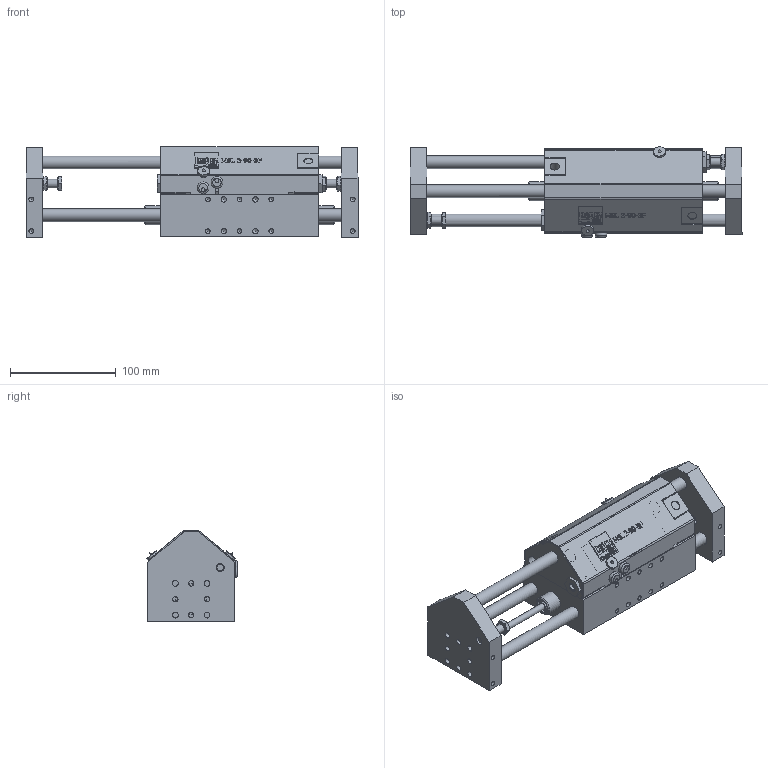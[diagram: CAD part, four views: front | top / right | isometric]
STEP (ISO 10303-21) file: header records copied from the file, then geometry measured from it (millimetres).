
FILE_DESCRIPTION((''),'2;1');
FILE_NAME('MSL2-90-3F.stp','2012-09-28T09:38:07',('hartung_david'),(''),'Autodesk Inventor 2012','Autodesk Inventor 2012','');
FILE_SCHEMA(('AUTOMOTIVE_DESIGN { 1 0 10303 214 1 1 1 1 }'));
Length unit declared in the file: millimetre
Products named in the file (3): MSL2-90-3F; MSL2-90-3F-010; MSL2-90-3F-020
Assembly tree (2 placements, depth 2):
  MSL2-90-3F
    MSL2-90-3F-010
    MSL2-90-3F-020
Bounding box: 314 x 85.52 x 86 mm (x, y, z)
Volume: 1084963.5 mm3; surface area: 209020.6 mm2
Topology: 2 solids, 33 shells, 1216 faces, 3145 edges, 2085 vertices
Faces by surface type: plane 588, bspline 261, cylinder 234, cone 127, revolution 4, torus 2
Full cylindrical faces by diameter (mm): 2.459 x2, 3.242 x2, 3.7 x2, 4 x2, 4.134 x18, 4.459 x30, 5 x20, 5.5 x8, 6 x6, 6.5 x2, 6.917 x2, 7 x2, 7.459 x2, 8 x6, 8.5 x2, 8.566 x2, 8.8 x2, 9.5 x4, 10 x12, 10.8 x2, 11 x10, 11.4 x2, 11.5 x2, 12 x14, 12.05 x2, 12.376 x2, 13 x2, 15 x4, 18 x2, 29 x2
Entity records: 37935 total; most frequent: CARTESIAN_POINT 10346, ORIENTED_EDGE 5416, DIRECTION 4581, EDGE_CURVE 2708, VERTEX_POINT 1919, EDGE_LOOP 1683, VECTOR 1539, LINE 1539
